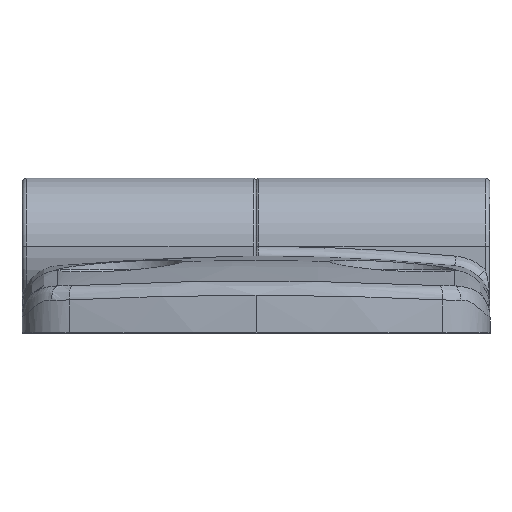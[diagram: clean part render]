
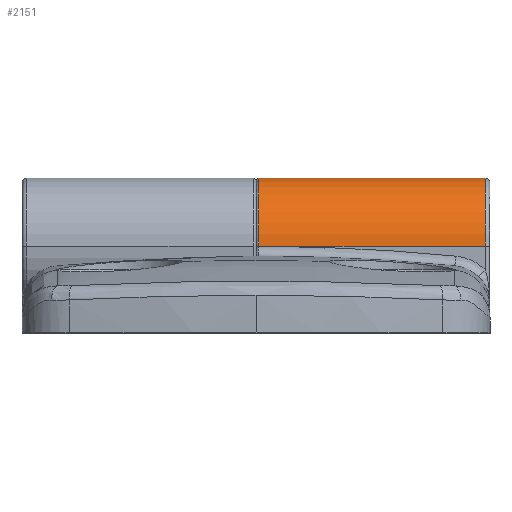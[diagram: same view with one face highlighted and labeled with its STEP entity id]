
A CAD part, top view. The second image highlights one B-rep face of the part: STEP entity #2151.
In plain terms, the highlighted cylindrical face has radius 7 mm (diameter 14 mm), a partial arc.
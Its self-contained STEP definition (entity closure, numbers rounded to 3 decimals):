
#176 = AXIS2_PLACEMENT_3D ( 'NONE', #1356, #3473, #1667 ) ;
#242 = VERTEX_POINT ( 'NONE', #3746 ) ;
#447 = DIRECTION ( 'NONE',  ( -1., 0., 0. ) ) ;
#485 = CARTESIAN_POINT ( 'NONE',  ( -0.3, 8.9, -7. ) ) ;
#671 = CARTESIAN_POINT ( 'NONE',  ( -23.5, 8.9, 0. ) ) ;
#686 = EDGE_CURVE ( 'NONE', #3490, #2696, #1147, .T. ) ;
#694 = CIRCLE ( 'NONE', #176, 7. ) ;
#787 = LINE ( 'NONE', #1918, #3779 ) ;
#959 = DIRECTION ( 'NONE',  ( 0., 0., 1. ) ) ;
#1147 = LINE ( 'NONE', #3330, #3552 ) ;
#1224 = DIRECTION ( 'NONE',  ( -1., 0., 0. ) ) ;
#1340 = EDGE_CURVE ( 'NONE', #242, #2696, #2417, .T. ) ;
#1343 = ORIENTED_EDGE ( 'NONE', *, *, #686, .F. ) ;
#1356 = CARTESIAN_POINT ( 'NONE',  ( -0.3, 8.9, 0. ) ) ;
#1465 = ORIENTED_EDGE ( 'NONE', *, *, #3098, .T. ) ;
#1667 = DIRECTION ( 'NONE',  ( 0., 0., -1. ) ) ;
#1687 = AXIS2_PLACEMENT_3D ( 'NONE', #671, #2759, #959 ) ;
#1734 = DIRECTION ( 'NONE',  ( 0., 0., 1. ) ) ;
#1853 = FACE_OUTER_BOUND ( 'NONE', #2146, .T. ) ;
#1918 = CARTESIAN_POINT ( 'NONE',  ( 24., 8.9, -7. ) ) ;
#1984 = ORIENTED_EDGE ( 'NONE', *, *, #1340, .T. ) ;
#2088 = CARTESIAN_POINT ( 'NONE',  ( -0.3, 8.9, 7. ) ) ;
#2146 = EDGE_LOOP ( 'NONE', ( #1343, #3865, #1465, #1984 ) ) ;
#2151 = ADVANCED_FACE ( 'NONE', ( #1853 ), #3361, .T. ) ;
#2417 = CIRCLE ( 'NONE', #1687, 7. ) ;
#2568 = CARTESIAN_POINT ( 'NONE',  ( -23.5, 8.9, 7. ) ) ;
#2696 = VERTEX_POINT ( 'NONE', #2568 ) ;
#2759 = DIRECTION ( 'NONE',  ( 1., 0., 0. ) ) ;
#3098 = EDGE_CURVE ( 'NONE', #3235, #242, #787, .T. ) ;
#3235 = VERTEX_POINT ( 'NONE', #485 ) ;
#3243 = EDGE_CURVE ( 'NONE', #3490, #3235, #694, .T. ) ;
#3330 = CARTESIAN_POINT ( 'NONE',  ( 24., 8.9, 7. ) ) ;
#3361 = CYLINDRICAL_SURFACE ( 'NONE', #3468, 7. ) ;
#3468 = AXIS2_PLACEMENT_3D ( 'NONE', #3846, #3536, #1734 ) ;
#3473 = DIRECTION ( 'NONE',  ( -1., 0., 0. ) ) ;
#3490 = VERTEX_POINT ( 'NONE', #2088 ) ;
#3536 = DIRECTION ( 'NONE',  ( -1., 0., 0. ) ) ;
#3552 = VECTOR ( 'NONE', #1224, 1000. ) ;
#3746 = CARTESIAN_POINT ( 'NONE',  ( -23.5, 8.9, -7. ) ) ;
#3779 = VECTOR ( 'NONE', #447, 1000. ) ;
#3846 = CARTESIAN_POINT ( 'NONE',  ( 24., 8.9, 0. ) ) ;
#3865 = ORIENTED_EDGE ( 'NONE', *, *, #3243, .T. ) ;
